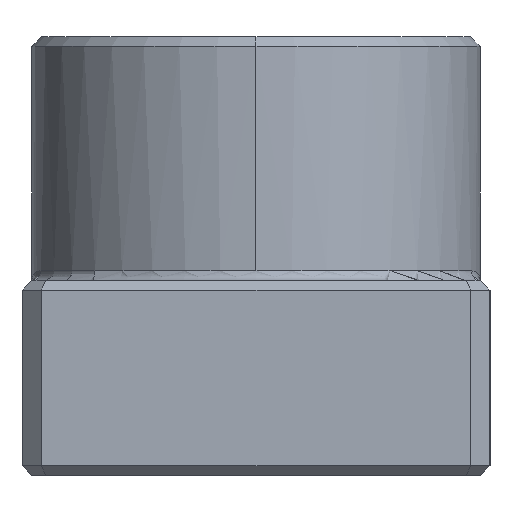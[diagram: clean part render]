
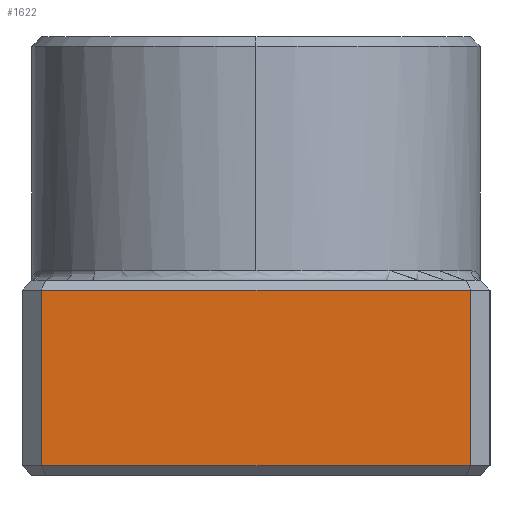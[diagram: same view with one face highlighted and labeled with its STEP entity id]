
A CAD part, left-side view. The second image highlights one B-rep face of the part: STEP entity #1622.
In plain terms, the highlighted planar face has unit normal (-1, 0, 0).
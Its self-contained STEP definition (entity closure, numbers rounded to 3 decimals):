
#94 = VERTEX_POINT ( 'NONE', #1944 ) ;
#244 = CARTESIAN_POINT ( 'NONE',  ( -42., -22., 20. ) ) ;
#464 = VECTOR ( 'NONE', #3133, 1000. ) ;
#765 = EDGE_CURVE ( 'NONE', #3096, #94, #2548, .T. ) ;
#807 = EDGE_LOOP ( 'NONE', ( #2216, #1132, #2663, #3364 ) ) ;
#946 = VECTOR ( 'NONE', #3532, 1000. ) ;
#1038 = LINE ( 'NONE', #1250, #1698 ) ;
#1116 = PLANE ( 'NONE',  #3631 ) ;
#1132 = ORIENTED_EDGE ( 'NONE', *, *, #765, .T. ) ;
#1224 = FACE_OUTER_BOUND ( 'NONE', #807, .T. ) ;
#1250 = CARTESIAN_POINT ( 'NONE',  ( -42., 22., 20. ) ) ;
#1287 = CARTESIAN_POINT ( 'NONE',  ( -42., 22., 19. ) ) ;
#1397 = DIRECTION ( 'NONE',  ( 0., 1., 0. ) ) ;
#1562 = DIRECTION ( 'NONE',  ( 0., 1., 0. ) ) ;
#1622 = ADVANCED_FACE ( 'NONE', ( #1224 ), #1116, .F. ) ;
#1698 = VECTOR ( 'NONE', #3232, 1000. ) ;
#1944 = CARTESIAN_POINT ( 'NONE',  ( -42., -22., 1. ) ) ;
#2035 = EDGE_CURVE ( 'NONE', #2125, #3607, #2895, .T. ) ;
#2093 = CARTESIAN_POINT ( 'NONE',  ( -42., 22., 1. ) ) ;
#2125 = VERTEX_POINT ( 'NONE', #3195 ) ;
#2181 = EDGE_CURVE ( 'NONE', #3607, #3096, #1038, .T. ) ;
#2216 = ORIENTED_EDGE ( 'NONE', *, *, #2181, .T. ) ;
#2232 = CARTESIAN_POINT ( 'NONE',  ( -42., 22., 20. ) ) ;
#2548 = LINE ( 'NONE', #2093, #946 ) ;
#2607 = CARTESIAN_POINT ( 'NONE',  ( -42., 22., 19. ) ) ;
#2663 = ORIENTED_EDGE ( 'NONE', *, *, #3250, .F. ) ;
#2756 = LINE ( 'NONE', #244, #464 ) ;
#2895 = LINE ( 'NONE', #1287, #3668 ) ;
#3091 = DIRECTION ( 'NONE',  ( 1., 0., 0. ) ) ;
#3096 = VERTEX_POINT ( 'NONE', #3637 ) ;
#3133 = DIRECTION ( 'NONE',  ( 0., 0., -1. ) ) ;
#3195 = CARTESIAN_POINT ( 'NONE',  ( -42., -22., 19. ) ) ;
#3232 = DIRECTION ( 'NONE',  ( 0., 0., -1. ) ) ;
#3250 = EDGE_CURVE ( 'NONE', #2125, #94, #2756, .T. ) ;
#3364 = ORIENTED_EDGE ( 'NONE', *, *, #2035, .T. ) ;
#3532 = DIRECTION ( 'NONE',  ( 0., -1., 0. ) ) ;
#3607 = VERTEX_POINT ( 'NONE', #2607 ) ;
#3631 = AXIS2_PLACEMENT_3D ( 'NONE', #2232, #3091, #1397 ) ;
#3637 = CARTESIAN_POINT ( 'NONE',  ( -42., 22., 1. ) ) ;
#3668 = VECTOR ( 'NONE', #1562, 1000. ) ;
